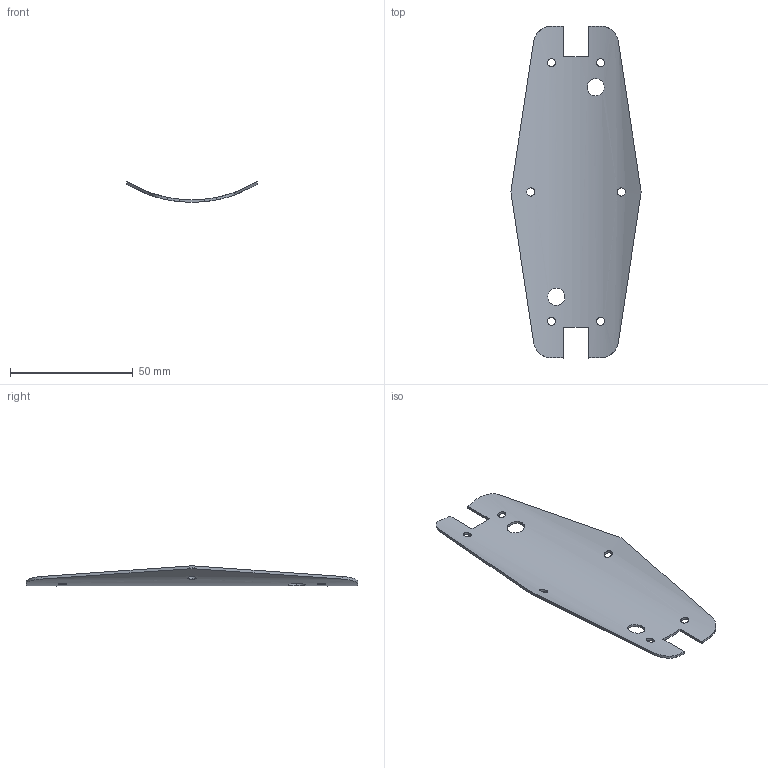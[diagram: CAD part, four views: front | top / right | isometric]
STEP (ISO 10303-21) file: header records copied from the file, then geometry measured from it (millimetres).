
FILE_DESCRIPTION (( 'STEP AP214' ), '1' );
FILE_NAME ('Arm_Stif.STEP', '2017-08-15T08:09:04', ( '' ), ( '' ), 'SwSTEP 2.0', 'SolidWorks 2016', '' );
FILE_SCHEMA (( 'AUTOMOTIVE_DESIGN' ));
Length unit declared in the file: millimetre
Products named in the file (1): Arm_Stif
Bounding box: 52.97 x 135.24 x 8.25 mm (x, y, z)
Volume: 5566.7 mm3; surface area: 11650.9 mm2
Topology: 1 solids, 1 shells, 39 faces, 111 edges, 74 vertices
Faces by surface type: bspline 16, plane 14, cylinder 9
Entity records: 3137 total; most frequent: CARTESIAN_POINT 2203, ORIENTED_EDGE 222, DIRECTION 117, EDGE_CURVE 111, VERTEX_POINT 74, EDGE_LOOP 55, B_SPLINE_CURVE_WITH_KNOTS 46, LINE 45
